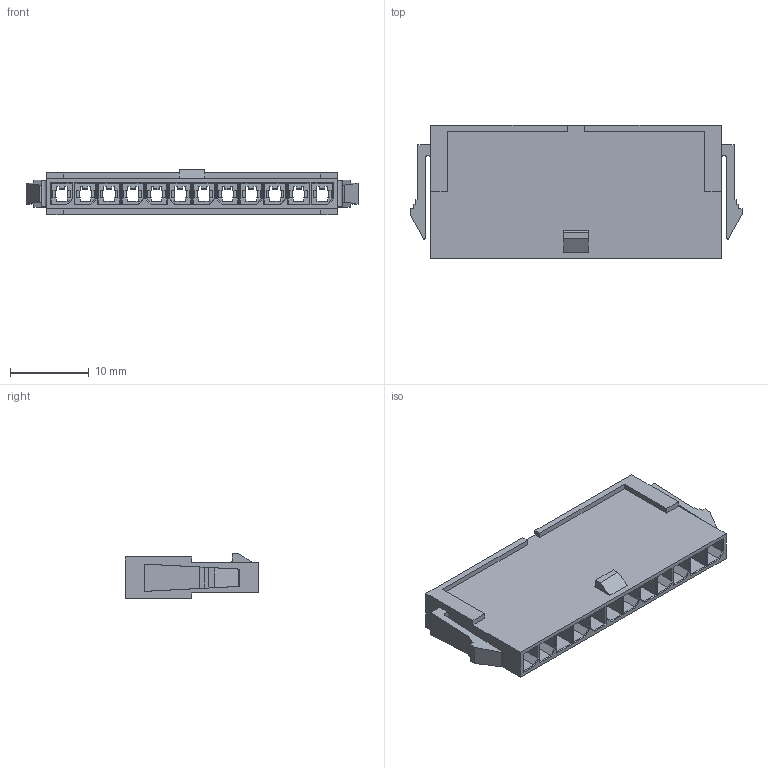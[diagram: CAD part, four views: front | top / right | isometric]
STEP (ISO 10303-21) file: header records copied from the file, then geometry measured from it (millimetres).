
FILE_DESCRIPTION(/* description */ ('Unknown'),/* implementation_level */ '2;1');
FILE_NAME(/* name */ '66201211822',/* time_stamp */ '2019-08-19T16:13:18+02:00',/* author */ ('Unknown'),/* organization */ ('Unknown'),/* preprocessor_version */ 'ST-DEVELOPER v16.7',/* originating_system */ 'DEX',/* authorisation */ $);
FILE_SCHEMA (('AUTOMOTIVE_DESIGN {1 0 10303 214 3 1 1}'));
Length unit declared in the file: millimetre
Products named in the file (2): 6620xx11822; 66201211822
Assembly tree (1 placements, depth 2):
  6620xx11822
    66201211822
Bounding box: 42.05 x 16.9 x 5.7 mm (x, y, z)
Volume: 1495.7 mm3; surface area: 3902.6 mm2
Topology: 1 solids, 1 shells, 616 faces, 1691 edges, 1092 vertices
Faces by surface type: plane 587, cylinder 29
Entity records: 19142 total; most frequent: CARTESIAN_POINT 3401, ORIENTED_EDGE 3382, DIRECTION 2985, EDGE_CURVE 1691, LINE 1633, VECTOR 1633, VERTEX_POINT 1092, AXIS2_PLACEMENT_3D 676
